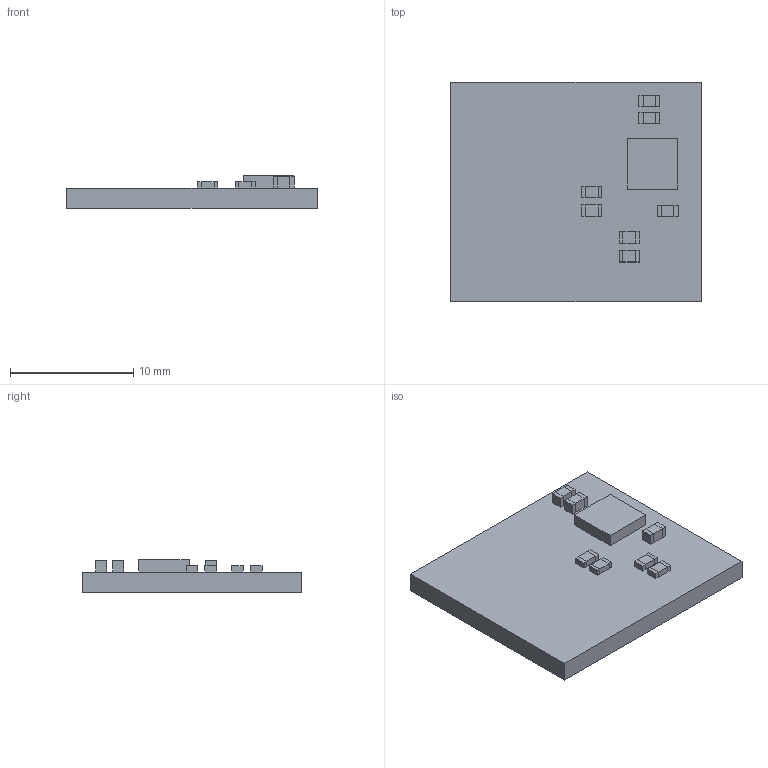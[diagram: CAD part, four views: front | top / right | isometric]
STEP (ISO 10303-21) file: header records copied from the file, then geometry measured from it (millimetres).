
FILE_DESCRIPTION(('Open CASCADE Model'),'2;1');
FILE_NAME('Open CASCADE Shape Model','2018-04-23T21:01:54',('Author'),( 'Open CASCADE'),'Open CASCADE STEP processor 6.5','Open CASCADE 6.5' ,'Unknown');
FILE_SCHEMA(('AUTOMOTIVE_DESIGN { 1 0 10303 214 1 1 1 1 }'));
Length unit declared in the file: millimetre
Products named in the file (20): PCB; Board; R4; 1189094528; Extruded; 1189094656; R3; R2; R1; C1; 1175837712; 1175837456; C2; C3; U1; 1176252128
Assembly tree (36 placements, depth 4):
  PCB
    Board
    R4
      1189094528
        Extruded
      1189094656  x2
        Extruded
    R3
      1189094528
        Extruded
      1189094656  x2
        Extruded
    R2
      1189094528
        Extruded
      1189094656  x2
        Extruded
    R1
      1189094528
        Extruded
      1189094656  x2
        Extruded
    C1
      1175837712  x2
        Extruded
      1175837456
        Extruded
    C2
      1175837712  x2
        Extruded
      1175837456
        Extruded
    C3
      1175837712  x2
        Extruded
      1175837456
        Extruded
    U1
      1176252128
        Extruded
Bounding box: 20.32 x 17.78 x 2.65 mm (x, y, z)
Volume: 618.7 mm3; surface area: 961.5 mm2
Topology: 23 solids, 23 shells, 138 faces, 276 edges, 184 vertices
Faces by surface type: plane 138
Entity records: 2394 total; most frequent: DIRECTION 362, CARTESIAN_POINT 337, LINE 216, VECTOR 216, ORIENTED_EDGE 144, PCURVE 144, DEFINITIONAL_REPRESENTATION 144, AXIS2_PLACEMENT_3D 73
